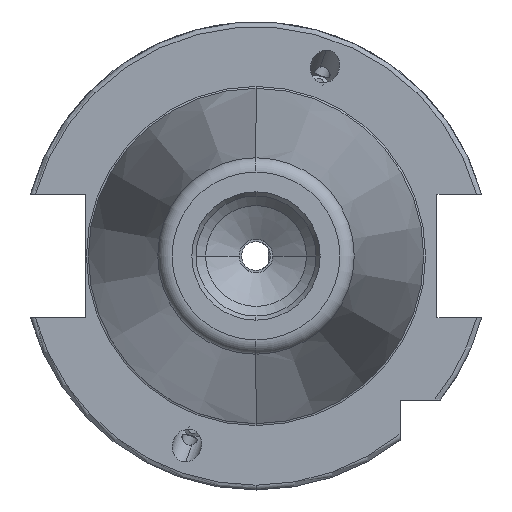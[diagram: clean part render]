
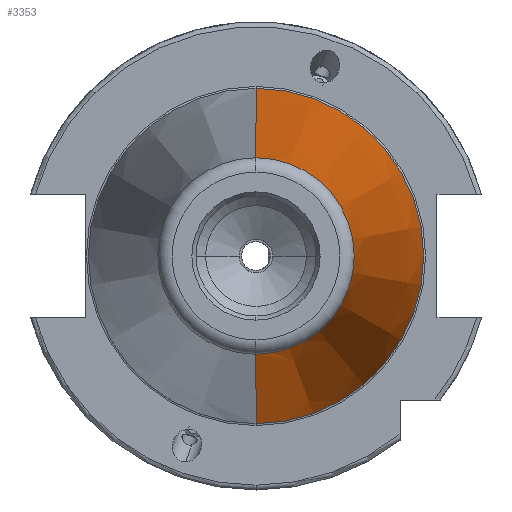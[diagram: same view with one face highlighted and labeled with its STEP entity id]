
A CAD part, left-side view. The second image highlights one B-rep face of the part: STEP entity #3353.
In plain terms, the highlighted conical face has half-angle 8.297 degrees and reference radius 34.925 mm.
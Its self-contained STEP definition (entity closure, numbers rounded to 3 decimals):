
#998 = DIRECTION ( 'NONE',  ( 0., 0., 1. ) ) ;
#999 = DIRECTION ( 'NONE',  ( 1., 0., 0. ) ) ;
#1000 = CARTESIAN_POINT ( 'NONE',  ( 0., 0., 0. ) ) ;
#1001 = AXIS2_PLACEMENT_3D ( 'NONE', #1000, #999, #998 ) ;
#1002 = CONICAL_SURFACE ( 'NONE', #1001, 34.925, 0.145 ) ;
#1267 = FACE_OUTER_BOUND ( 'NONE', #3354, .T. ) ;
#1273 = CARTESIAN_POINT ( 'NONE',  ( 0., 0., -34.925 ) ) ;
#1274 = DIRECTION ( 'NONE',  ( 0., 0., -1. ) ) ;
#1275 = DIRECTION ( 'NONE',  ( -1., 0., 0. ) ) ;
#1276 = CARTESIAN_POINT ( 'NONE',  ( 0., 0., 0. ) ) ;
#1277 = AXIS2_PLACEMENT_3D ( 'NONE', #1276, #1275, #1274 ) ;
#1278 = CIRCLE ( 'NONE', #1277, 34.925 ) ;
#1279 = CARTESIAN_POINT ( 'NONE',  ( 0., 0., 34.925 ) ) ;
#1328 = CARTESIAN_POINT ( 'NONE',  ( -99.183, 0., -20.461 ) ) ;
#1402 = DIRECTION ( 'NONE',  ( 0.99, 0., 0.144 ) ) ;
#1403 = VECTOR ( 'NONE', #1402, 1000. ) ;
#1404 = CARTESIAN_POINT ( 'NONE',  ( 0., 0., 34.925 ) ) ;
#1405 = LINE ( 'NONE', #1404, #1403 ) ;
#1406 = DIRECTION ( 'NONE',  ( 0.99, 0., -0.144 ) ) ;
#1407 = VECTOR ( 'NONE', #1406, 1000. ) ;
#1408 = CARTESIAN_POINT ( 'NONE',  ( 0., 0., -34.925 ) ) ;
#1409 = LINE ( 'NONE', #1408, #1407 ) ;
#1410 = CARTESIAN_POINT ( 'NONE',  ( -99.183, 0., 20.461 ) ) ;
#1411 = DIRECTION ( 'NONE',  ( 0., 0., -1. ) ) ;
#1412 = DIRECTION ( 'NONE',  ( -1., 0., 0. ) ) ;
#1413 = CARTESIAN_POINT ( 'NONE',  ( -99.183, 0., 0. ) ) ;
#1414 = AXIS2_PLACEMENT_3D ( 'NONE', #1413, #1412, #1411 ) ;
#1415 = CIRCLE ( 'NONE', #1414, 20.461 ) ;
#3347 = VERTEX_POINT ( 'NONE', #1279 ) ;
#3349 = EDGE_CURVE ( 'NONE', #3350, #3347, #1278, .T. ) ;
#3350 = VERTEX_POINT ( 'NONE', #1273 ) ;
#3353 = ADVANCED_FACE ( 'NONE', ( #1267 ), #1002, .T. ) ;
#3354 = EDGE_LOOP ( 'NONE', ( #3409, #3412, #3414, #3415 ) ) ;
#3355 = VERTEX_POINT ( 'NONE', #1328 ) ;
#3409 = ORIENTED_EDGE ( 'NONE', *, *, #3410, .F. ) ;
#3410 = EDGE_CURVE ( 'NONE', #3355, #3411, #1415, .T. ) ;
#3411 = VERTEX_POINT ( 'NONE', #1410 ) ;
#3412 = ORIENTED_EDGE ( 'NONE', *, *, #3413, .T. ) ;
#3413 = EDGE_CURVE ( 'NONE', #3355, #3350, #1409, .T. ) ;
#3414 = ORIENTED_EDGE ( 'NONE', *, *, #3349, .T. ) ;
#3415 = ORIENTED_EDGE ( 'NONE', *, *, #3416, .F. ) ;
#3416 = EDGE_CURVE ( 'NONE', #3411, #3347, #1405, .T. ) ;
